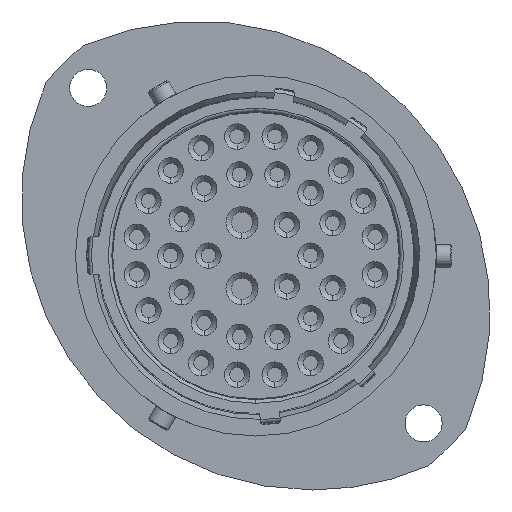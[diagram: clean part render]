
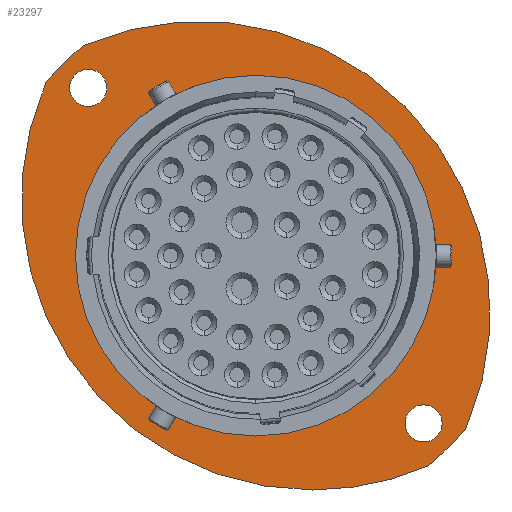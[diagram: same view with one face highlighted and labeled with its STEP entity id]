
A CAD part, left-side view. The second image highlights one B-rep face of the part: STEP entity #23297.
In plain terms, the highlighted planar face has unit normal (-1, 0, 0).
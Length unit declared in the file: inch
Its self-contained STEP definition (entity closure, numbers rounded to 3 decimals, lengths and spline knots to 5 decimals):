
#690 = FACE_OUTER_BOUND ( 'NONE', #21895, .T. ) ;
#836 = ORIENTED_EDGE ( 'NONE', *, *, #43198, .F. ) ;
#2137 = CIRCLE ( 'NONE', #7789, 0.62283 ) ;
#2434 = DIRECTION ( 'NONE',  ( 0., 0., -1. ) ) ;
#3243 = DIRECTION ( 'NONE',  ( 0., 0., 1. ) ) ;
#3267 = CARTESIAN_POINT ( 'NONE',  ( 0.19507, 0.89049, 0.58072 ) ) ;
#4757 = CARTESIAN_POINT ( 'NONE',  ( 0.19507, 0.31144, 0.00167 ) ) ;
#5208 = CARTESIAN_POINT ( 'NONE',  ( 0.19507, 0.31144, 0.00167 ) ) ;
#5376 = EDGE_CURVE ( 'NONE', #45192, #32019, #15736, .T. ) ;
#6213 = CARTESIAN_POINT ( 'NONE',  ( 0.19507, 0.31144, 0.62451 ) ) ;
#6497 = ORIENTED_EDGE ( 'NONE', *, *, #47900, .F. ) ;
#6624 = FACE_BOUND ( 'NONE', #34848, .T. ) ;
#7489 = DIRECTION ( 'NONE',  ( 0., 0., -1. ) ) ;
#7565 = CARTESIAN_POINT ( 'NONE',  ( 0.19507, 0.93427, 0.00167 ) ) ;
#7569 = AXIS2_PLACEMENT_3D ( 'NONE', #27855, #13718, #3243 ) ;
#7789 = AXIS2_PLACEMENT_3D ( 'NONE', #4757, #34330, #9019 ) ;
#8065 = ORIENTED_EDGE ( 'NONE', *, *, #15117, .F. ) ;
#9019 = DIRECTION ( 'NONE',  ( 0., 0., 1. ) ) ;
#9468 = DIRECTION ( 'NONE',  ( 0., 0., 1. ) ) ;
#9732 = VERTEX_POINT ( 'NONE', #44787 ) ;
#10455 = CARTESIAN_POINT ( 'NONE',  ( 0.19507, 0.31144, -0.62116 ) ) ;
#10879 = CIRCLE ( 'NONE', #37449, 0.06398 ) ;
#11699 = CIRCLE ( 'NONE', #12013, 0.93898 ) ;
#11785 = DIRECTION ( 'NONE',  ( 0., 0., -1. ) ) ;
#12013 = AXIS2_PLACEMENT_3D ( 'NONE', #20139, #49575, #24393 ) ;
#12171 = ORIENTED_EDGE ( 'NONE', *, *, #21082, .F. ) ;
#13010 = DIRECTION ( 'NONE',  ( -1., 0., 0. ) ) ;
#13242 = CIRCLE ( 'NONE', #29825, 0.06398 ) ;
#13718 = DIRECTION ( 'NONE',  ( -1., 0., 0. ) ) ;
#15117 = EDGE_CURVE ( 'NONE', #38006, #46480, #38725, .T. ) ;
#15214 = DIRECTION ( 'NONE',  ( -1., 0., 0. ) ) ;
#15533 = AXIS2_PLACEMENT_3D ( 'NONE', #7565, #37091, #11785 ) ;
#15736 = CIRCLE ( 'NONE', #7569, 0.93898 ) ;
#16366 = CARTESIAN_POINT ( 'NONE',  ( 0.19507, -0.26761, -0.5134 ) ) ;
#17351 = AXIS2_PLACEMENT_3D ( 'NONE', #18760, #48161, #22992 ) ;
#17894 = FACE_BOUND ( 'NONE', #44117, .T. ) ;
#18325 = CARTESIAN_POINT ( 'NONE',  ( 0.19507, 0.11657, -0.80739 ) ) ;
#18486 = CIRCLE ( 'NONE', #22022, 0.06398 ) ;
#18760 = CARTESIAN_POINT ( 'NONE',  ( 0.19507, 0.11657, 0.19654 ) ) ;
#18930 = CARTESIAN_POINT ( 'NONE',  ( 0.19507, -0.2849, -0.72363 ) ) ;
#18959 = VERTEX_POINT ( 'NONE', #33170 ) ;
#19904 = EDGE_CURVE ( 'NONE', #30815, #45192, #20122, .T. ) ;
#20122 = CIRCLE ( 'NONE', #50497, 1.00394 ) ;
#20139 = CARTESIAN_POINT ( 'NONE',  ( 0.19507, 0.31144, 0.00167 ) ) ;
#21082 = EDGE_CURVE ( 'NONE', #46480, #38006, #13242, .T. ) ;
#21895 = EDGE_LOOP ( 'NONE', ( #49665, #29349, #39282, #36166, #29913 ) ) ;
#22022 = AXIS2_PLACEMENT_3D ( 'NONE', #3267, #32831, #7489 ) ;
#22992 = DIRECTION ( 'NONE',  ( 0., 0., -1. ) ) ;
#23297 = ADVANCED_FACE ( 'NONE', ( #17894, #29076, #6624, #690 ), #41154, .F. ) ;
#24094 = CARTESIAN_POINT ( 'NONE',  ( 0.19507, -0.26761, -0.57738 ) ) ;
#24393 = DIRECTION ( 'NONE',  ( 0., 0., 1. ) ) ;
#24761 = CARTESIAN_POINT ( 'NONE',  ( 0.19507, 0.50631, -0.1932 ) ) ;
#27698 = DIRECTION ( 'NONE',  ( -1., 0., 0. ) ) ;
#27787 = CIRCLE ( 'NONE', #17351, 1.00394 ) ;
#27855 = CARTESIAN_POINT ( 'NONE',  ( 0.19507, 0.31144, 0.00167 ) ) ;
#28295 = DIRECTION ( 'NONE',  ( 0., 0., -1. ) ) ;
#28778 = AXIS2_PLACEMENT_3D ( 'NONE', #24761, #54153, #28985 ) ;
#28985 = DIRECTION ( 'NONE',  ( 0., 0., -1. ) ) ;
#29076 = FACE_BOUND ( 'NONE', #48756, .T. ) ;
#29349 = ORIENTED_EDGE ( 'NONE', *, *, #19904, .T. ) ;
#29542 = VERTEX_POINT ( 'NONE', #38525 ) ;
#29825 = AXIS2_PLACEMENT_3D ( 'NONE', #24094, #53451, #28295 ) ;
#29913 = ORIENTED_EDGE ( 'NONE', *, *, #30909, .T. ) ;
#30253 = EDGE_CURVE ( 'NONE', #18959, #30815, #27787, .T. ) ;
#30256 = ORIENTED_EDGE ( 'NONE', *, *, #42825, .F. ) ;
#30815 = VERTEX_POINT ( 'NONE', #18325 ) ;
#30909 = EDGE_CURVE ( 'NONE', #9732, #18959, #11699, .T. ) ;
#31374 = VERTEX_POINT ( 'NONE', #10455 ) ;
#31506 = EDGE_CURVE ( 'NONE', #42227, #29542, #18486, .T. ) ;
#32019 = VERTEX_POINT ( 'NONE', #47612 ) ;
#32297 = EDGE_CURVE ( 'NONE', #32019, #9732, #44635, .T. ) ;
#32831 = DIRECTION ( 'NONE',  ( -1., 0., 0. ) ) ;
#33170 = CARTESIAN_POINT ( 'NONE',  ( 0.19507, 1.03674, 0.59801 ) ) ;
#33212 = VERTEX_POINT ( 'NONE', #6213 ) ;
#34330 = DIRECTION ( 'NONE',  ( -1., 0., 0. ) ) ;
#34744 = AXIS2_PLACEMENT_3D ( 'NONE', #38329, #13010, #42545 ) ;
#34797 = DIRECTION ( 'NONE',  ( -1., 0., 0. ) ) ;
#34848 = EDGE_LOOP ( 'NONE', ( #6497, #836 ) ) ;
#35796 = CARTESIAN_POINT ( 'NONE',  ( 0.19507, 0.89049, 0.6447 ) ) ;
#36166 = ORIENTED_EDGE ( 'NONE', *, *, #32297, .T. ) ;
#37091 = DIRECTION ( 'NONE',  ( 1., 0., 0. ) ) ;
#37122 = AXIS2_PLACEMENT_3D ( 'NONE', #5208, #34797, #9468 ) ;
#37449 = AXIS2_PLACEMENT_3D ( 'NONE', #40523, #15214, #44737 ) ;
#37989 = ORIENTED_EDGE ( 'NONE', *, *, #31506, .F. ) ;
#38006 = VERTEX_POINT ( 'NONE', #16366 ) ;
#38329 = CARTESIAN_POINT ( 'NONE',  ( 0.19507, -0.26761, -0.57738 ) ) ;
#38525 = CARTESIAN_POINT ( 'NONE',  ( 0.19507, 0.89049, 0.51674 ) ) ;
#38725 = CIRCLE ( 'NONE', #34744, 0.06398 ) ;
#39282 = ORIENTED_EDGE ( 'NONE', *, *, #5376, .T. ) ;
#39427 = CARTESIAN_POINT ( 'NONE',  ( 0.19507, -0.26761, -0.64135 ) ) ;
#40523 = CARTESIAN_POINT ( 'NONE',  ( 0.19507, 0.89049, 0.58072 ) ) ;
#41154 = PLANE ( 'NONE',  #15533 ) ;
#42227 = VERTEX_POINT ( 'NONE', #35796 ) ;
#42545 = DIRECTION ( 'NONE',  ( 0., 0., -1. ) ) ;
#42825 = EDGE_CURVE ( 'NONE', #29542, #42227, #10879, .T. ) ;
#43198 = EDGE_CURVE ( 'NONE', #31374, #33212, #50318, .T. ) ;
#44117 = EDGE_LOOP ( 'NONE', ( #30256, #37989 ) ) ;
#44635 = CIRCLE ( 'NONE', #28778, 1.00394 ) ;
#44737 = DIRECTION ( 'NONE',  ( 0., 0., -1. ) ) ;
#44787 = CARTESIAN_POINT ( 'NONE',  ( 0.19507, 0.90777, 0.72697 ) ) ;
#45192 = VERTEX_POINT ( 'NONE', #18930 ) ;
#46480 = VERTEX_POINT ( 'NONE', #39427 ) ;
#47612 = CARTESIAN_POINT ( 'NONE',  ( 0.19507, -0.41386, -0.59466 ) ) ;
#47900 = EDGE_CURVE ( 'NONE', #33212, #31374, #2137, .T. ) ;
#48161 = DIRECTION ( 'NONE',  ( -1., 0., 0. ) ) ;
#48756 = EDGE_LOOP ( 'NONE', ( #12171, #8065 ) ) ;
#49575 = DIRECTION ( 'NONE',  ( -1., 0., 0. ) ) ;
#49665 = ORIENTED_EDGE ( 'NONE', *, *, #30253, .T. ) ;
#50318 = CIRCLE ( 'NONE', #37122, 0.62283 ) ;
#50497 = AXIS2_PLACEMENT_3D ( 'NONE', #52873, #27698, #2434 ) ;
#52873 = CARTESIAN_POINT ( 'NONE',  ( 0.19507, 0.11657, 0.19654 ) ) ;
#53451 = DIRECTION ( 'NONE',  ( -1., 0., 0. ) ) ;
#54153 = DIRECTION ( 'NONE',  ( -1., 0., 0. ) ) ;
